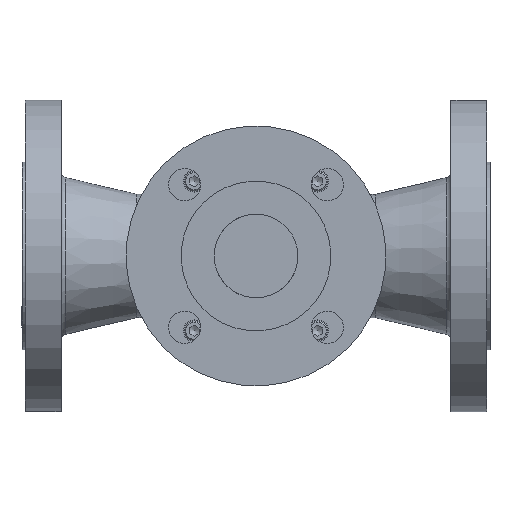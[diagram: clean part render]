
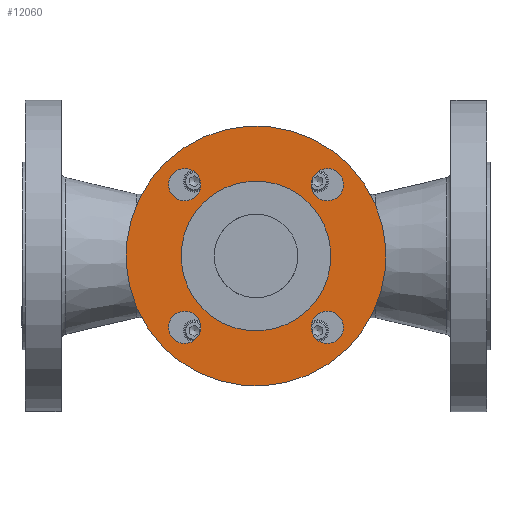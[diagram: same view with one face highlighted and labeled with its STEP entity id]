
A CAD part, front view. The second image highlights one B-rep face of the part: STEP entity #12060.
In plain terms, the highlighted planar face has unit normal (0, -1, 0).
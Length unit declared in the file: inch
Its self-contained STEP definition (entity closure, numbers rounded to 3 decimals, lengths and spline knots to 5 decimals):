
#11885=CARTESIAN_POINT('',(-1.66925,-2.319,1.45906));
#11886=VERTEX_POINT('',#11885);
#11887=CARTESIAN_POINT('',(-1.37179,-2.319,1.37179));
#11888=DIRECTION('',(0.,-1.0,0.));
#11889=DIRECTION('',(-0.707,0.,0.707));
#11890=AXIS2_PLACEMENT_3D('',#11887,#11888,#11889);
#11891=CIRCLE('',#11890,0.31);
#11892=EDGE_CURVE('',#11886,#11886,#11891,.T.);
#11902=CARTESIAN_POINT('',(0.70385,-2.319,2.39887));
#11903=VERTEX_POINT('',#11902);
#11904=CARTESIAN_POINT('',(0.,-2.319,0.));
#11905=DIRECTION('',(0.,-1.0,0.));
#11906=DIRECTION('',(-0.707,0.,0.707));
#11907=AXIS2_PLACEMENT_3D('',#11904,#11905,#11906);
#11908=CIRCLE('',#11907,2.5);
#11909=EDGE_CURVE('',#11903,#11903,#11908,.T.);
#12001=CARTESIAN_POINT('',(0.40542,-2.319,1.38175));
#12002=VERTEX_POINT('',#12001);
#12003=CARTESIAN_POINT('',(0.,-2.319,0.));
#12004=DIRECTION('',(0.,-1.0,0.));
#12005=DIRECTION('',(-0.707,0.,0.707));
#12006=AXIS2_PLACEMENT_3D('',#12003,#12004,#12005);
#12007=CIRCLE('',#12006,1.44);
#12008=EDGE_CURVE('',#12002,#12002,#12007,.T.);
#12013=CARTESIAN_POINT('',(1.01823,-2.319,1.01823));
#12014=DIRECTION('',(0.0,-1.0,0.0));
#12015=DIRECTION('',(0.707,0.0,-0.707));
#12016=AXIS2_PLACEMENT_3D('',#12013,#12014,#12015);
#12017=PLANE('',#12016);
#12018=ORIENTED_EDGE('',*,*,#11909,.T.);
#12019=EDGE_LOOP('',(#12018));
#12020=FACE_OUTER_BOUND('',#12019,.T.);
#12021=ORIENTED_EDGE('',*,*,#11892,.F.);
#12022=EDGE_LOOP('',(#12021));
#12023=FACE_BOUND('',#12022,.T.);
#12024=ORIENTED_EDGE('',*,*,#12008,.F.);
#12025=EDGE_LOOP('',(#12024));
#12026=FACE_BOUND('',#12025,.T.);
#12027=CARTESIAN_POINT('',(-1.45906,-2.319,-1.66925));
#12028=VERTEX_POINT('',#12027);
#12029=CARTESIAN_POINT('',(-1.37179,-2.319,-1.37179));
#12030=DIRECTION('',(0.,-1.0,0.));
#12031=DIRECTION('',(-0.707,0.,0.707));
#12032=AXIS2_PLACEMENT_3D('',#12029,#12030,#12031);
#12033=CIRCLE('',#12032,0.31);
#12034=EDGE_CURVE('',#12028,#12028,#12033,.T.);
#12035=ORIENTED_EDGE('',*,*,#12034,.F.);
#12036=EDGE_LOOP('',(#12035));
#12037=FACE_BOUND('',#12036,.T.);
#12038=CARTESIAN_POINT('',(1.66925,-2.319,-1.45906));
#12039=VERTEX_POINT('',#12038);
#12040=CARTESIAN_POINT('',(1.37179,-2.319,-1.37179));
#12041=DIRECTION('',(0.,-1.0,0.));
#12042=DIRECTION('',(-0.707,0.,0.707));
#12043=AXIS2_PLACEMENT_3D('',#12040,#12041,#12042);
#12044=CIRCLE('',#12043,0.31);
#12045=EDGE_CURVE('',#12039,#12039,#12044,.T.);
#12046=ORIENTED_EDGE('',*,*,#12045,.F.);
#12047=EDGE_LOOP('',(#12046));
#12048=FACE_BOUND('',#12047,.T.);
#12049=CARTESIAN_POINT('',(1.45906,-2.319,1.66925));
#12050=VERTEX_POINT('',#12049);
#12051=CARTESIAN_POINT('',(1.37179,-2.319,1.37179));
#12052=DIRECTION('',(0.,-1.0,0.));
#12053=DIRECTION('',(-0.707,0.,0.707));
#12054=AXIS2_PLACEMENT_3D('',#12051,#12052,#12053);
#12055=CIRCLE('',#12054,0.31);
#12056=EDGE_CURVE('',#12050,#12050,#12055,.T.);
#12057=ORIENTED_EDGE('',*,*,#12056,.F.);
#12058=EDGE_LOOP('',(#12057));
#12059=FACE_BOUND('',#12058,.T.);
#12060=ADVANCED_FACE('',(#12020,#12023,#12026,#12037,#12048,#12059),#12017,.T.);
